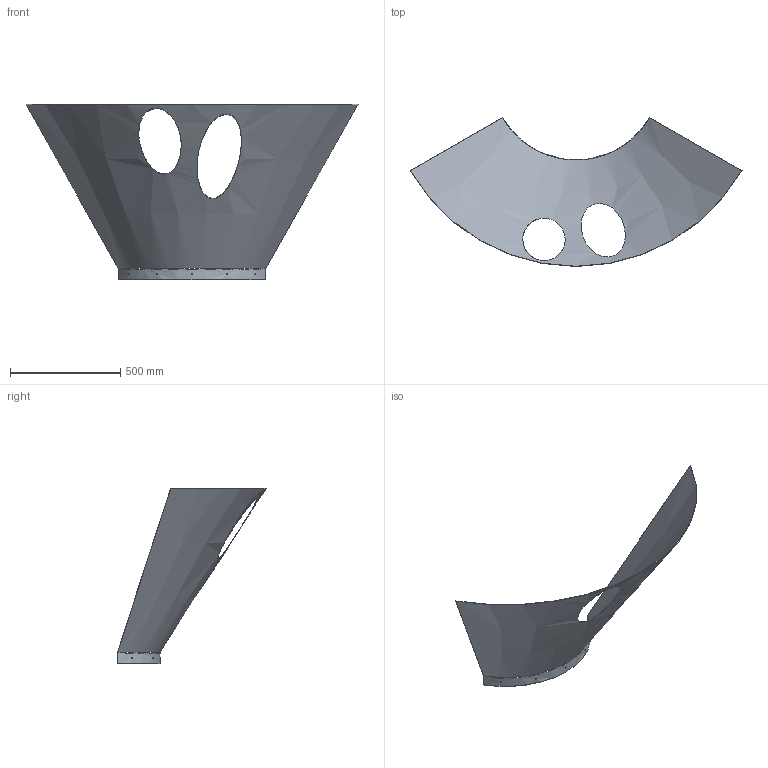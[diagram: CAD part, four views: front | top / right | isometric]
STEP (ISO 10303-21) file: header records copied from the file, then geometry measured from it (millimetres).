
FILE_DESCRIPTION (( 'STEP AP214' ), '1' );
FILE_NAME ('D1003230-v3.STEP', '2013-02-22T18:47:31', ( 'ligo' ), ( 'Microsoft' ), 'SwSTEP 2.0', 'SolidWorks 2013', '' );
FILE_SCHEMA (( 'AUTOMOTIVE_DESIGN' ));
Length unit declared in the file: inch
Products named in the file (1): D1003230-v3
Bounding box: 1508.81 x 678.12 x 796.75 mm (x, y, z)
Volume: 1599224.2 mm3; surface area: 2182383.2 mm2
Topology: 1 solids, 1 shells, 76 faces, 258 edges, 166 vertices
Faces by surface type: plane 39, cylinder 32, cone 3, bspline 2
Entity records: 4780 total; most frequent: CARTESIAN_POINT 2571, ORIENTED_EDGE 516, DIRECTION 386, EDGE_CURVE 258, VERTEX_POINT 166, AXIS2_PLACEMENT_3D 135, LINE 116, VECTOR 116
